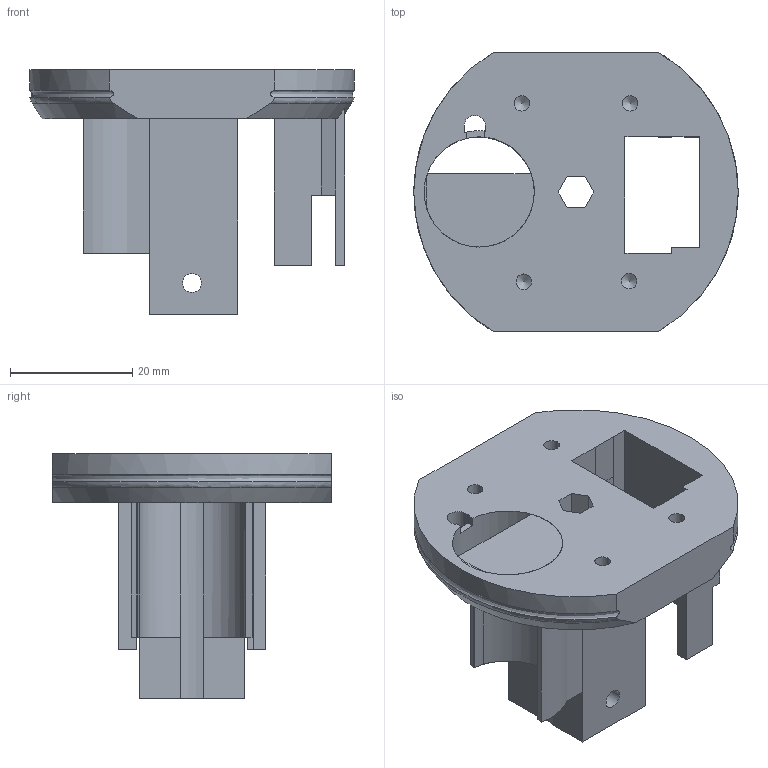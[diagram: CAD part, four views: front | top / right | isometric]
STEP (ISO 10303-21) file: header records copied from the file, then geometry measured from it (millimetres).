
FILE_DESCRIPTION(/* description */ (''),/* implementation_level */ '2;1');
FILE_NAME(/* name */ 'Base.step',/* time_stamp */ '2025-05-02T13:43:01+01:00',/* author */ (''),/* organization */ (''),/* preprocessor_version */ 'ST-DEVELOPER v20.1',/* originating_system */ 'Autodesk Translation Framework v14.4.0.0',/* authorisation */ '');
FILE_SCHEMA (('AUTOMOTIVE_DESIGN { 1 0 10303 214 3 1 1 }'));
Length unit declared in the file: millimetre
Products named in the file (1): Base
Bounding box: 53 x 45.61 x 40 mm (x, y, z)
Volume: 18937.9 mm3; surface area: 13347.8 mm2
Topology: 8 solids, 8 shells, 135 faces, 352 edges, 229 vertices
Faces by surface type: plane 100, cylinder 25, cone 6, bspline 2, torus 2
Full cylindrical faces by diameter (mm): 0.8 x2, 2.529 x4, 3.1 x2
Entity records: 4476 total; most frequent: CARTESIAN_POINT 1129, ORIENTED_EDGE 696, DIRECTION 656, EDGE_CURVE 348, LINE 262, VECTOR 262, VERTEX_POINT 229, AXIS2_PLACEMENT_3D 197
